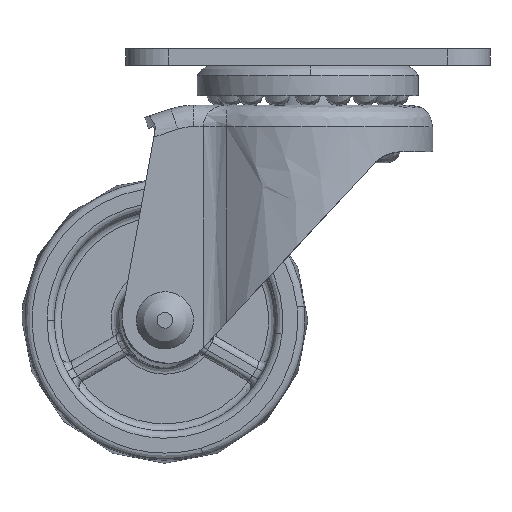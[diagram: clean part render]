
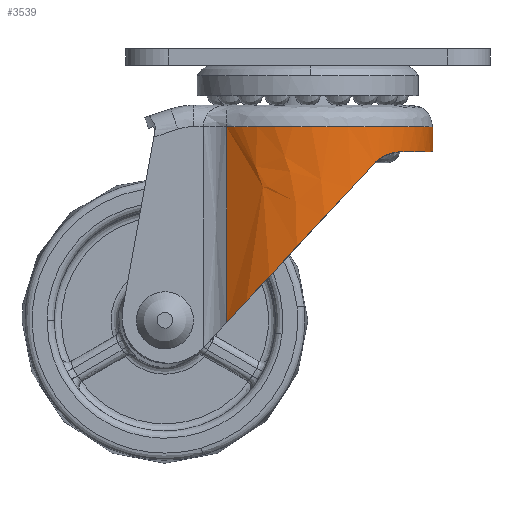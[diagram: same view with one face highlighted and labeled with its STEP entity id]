
A CAD part, front view. The second image highlights one B-rep face of the part: STEP entity #3539.
In plain terms, the highlighted free-form (B-spline) face has degree [1, 2] with [2, 7] control points.
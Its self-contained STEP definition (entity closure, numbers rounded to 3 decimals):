
#1568=CARTESIAN_POINT('',(8.626,13.3,27.1));
#1569=VERTEX_POINT('',#1568);
#1692=CARTESIAN_POINT('',(8.626,13.3,-0.301));
#1693=VERTEX_POINT('',#1692);
#1713=CARTESIAN_POINT('',(8.626,13.3,-0.301));
#1714=CARTESIAN_POINT('',(8.626,13.3,27.1));
#1715=QUASI_UNIFORM_CURVE('',1,(#1713,#1714),.UNSPECIFIED.,.F.,.U.);
#1716=EDGE_CURVE('',#1693,#1569,#1715,.T.);
#1735=CARTESIAN_POINT('',(8.626,-13.3,27.1));
#1736=VERTEX_POINT('',#1735);
#1759=CARTESIAN_POINT('',(8.626,-13.3,-0.301));
#1760=VERTEX_POINT('',#1759);
#1774=CARTESIAN_POINT('',(8.626,-13.3,27.1));
#1775=CARTESIAN_POINT('',(8.626,-13.3,-0.301));
#1776=QUASI_UNIFORM_CURVE('',1,(#1774,#1775),.UNSPECIFIED.,.F.,.U.);
#1777=EDGE_CURVE('',#1736,#1760,#1776,.T.);
#2492=CARTESIAN_POINT('',(8.626,13.3,27.1));
#2493=CARTESIAN_POINT('',(21.253,24.098,27.1));
#2494=CARTESIAN_POINT('',(32.692,12.049,27.1));
#2495=CARTESIAN_POINT('',(44.13,0.,27.1));
#2496=CARTESIAN_POINT('',(32.692,-12.049,27.1));
#2497=CARTESIAN_POINT('',(21.253,-24.098,27.1));
#2498=CARTESIAN_POINT('',(8.626,-13.3,27.1));
#2506=(BOUNDED_CURVE()B_SPLINE_CURVE(2,(#2492,#2493,#2494,#2495,#2496,#2497,#2498),.UNSPECIFIED.,.F.,.U.)B_SPLINE_CURVE_WITH_KNOTS((3,2,2,3),(0.0,0.333,0.667,1.0),.UNSPECIFIED.)CURVE()GEOMETRIC_REPRESENTATION_ITEM()RATIONAL_B_SPLINE_CURVE((1.0,0.725,1.0,0.725,1.0,0.725,1.0))REPRESENTATION_ITEM(''));
#2507=EDGE_CURVE('',#1569,#1736,#2506,.T.);
#3183=CARTESIAN_POINT('',(29.333,-14.804,21.999));
#3184=VERTEX_POINT('',#3183);
#3185=CARTESIAN_POINT('',(29.333,-14.804,21.999));
#3186=CARTESIAN_POINT('',(18.426,-21.68,10.253));
#3187=CARTESIAN_POINT('',(8.626,-13.3,-0.301));
#3195=(BOUNDED_CURVE()B_SPLINE_CURVE(2,(#3185,#3186,#3187),.UNSPECIFIED.,.F.,.U.)CURVE()GEOMETRIC_REPRESENTATION_ITEM()QUASI_UNIFORM_CURVE()RATIONAL_B_SPLINE_CURVE((1.0,0.805,1.0))REPRESENTATION_ITEM(''));
#3196=EDGE_CURVE('',#3184,#1760,#3195,.T.);
#3234=CARTESIAN_POINT('',(29.333,14.804,21.999));
#3235=VERTEX_POINT('',#3234);
#3236=CARTESIAN_POINT('',(8.626,13.3,-0.301));
#3237=CARTESIAN_POINT('',(18.426,21.68,10.253));
#3238=CARTESIAN_POINT('',(29.333,14.804,21.999));
#3246=(BOUNDED_CURVE()B_SPLINE_CURVE(2,(#3236,#3237,#3238),.UNSPECIFIED.,.F.,.U.)CURVE()GEOMETRIC_REPRESENTATION_ITEM()QUASI_UNIFORM_CURVE()RATIONAL_B_SPLINE_CURVE((1.0,0.805,1.0))REPRESENTATION_ITEM(''));
#3247=EDGE_CURVE('',#1693,#3235,#3246,.T.);
#3278=CARTESIAN_POINT('',(33.0,-11.715,23.6));
#3279=VERTEX_POINT('',#3278);
#3280=CARTESIAN_POINT('',(33.0,-11.715,23.6));
#3281=CARTESIAN_POINT('',(32.939,-11.783,23.6));
#3282=CARTESIAN_POINT('',(32.878,-11.85,23.599));
#3283=CARTESIAN_POINT('',(32.75,-11.988,23.594));
#3284=CARTESIAN_POINT('',(32.683,-12.058,23.59));
#3285=CARTESIAN_POINT('',(32.348,-12.406,23.565));
#3286=CARTESIAN_POINT('',(32.075,-12.673,23.522));
#3287=CARTESIAN_POINT('',(31.518,-13.181,23.384));
#3288=CARTESIAN_POINT('',(31.235,-13.422,23.289));
#3289=CARTESIAN_POINT('',(30.878,-13.709,23.128));
#3290=CARTESIAN_POINT('',(30.806,-13.765,23.094));
#3291=CARTESIAN_POINT('',(30.665,-13.875,23.022));
#3292=CARTESIAN_POINT('',(30.594,-13.929,22.984));
#3293=CARTESIAN_POINT('',(30.384,-14.087,22.864));
#3294=CARTESIAN_POINT('',(30.246,-14.188,22.777));
#3295=CARTESIAN_POINT('',(29.975,-14.38,22.584));
#3296=CARTESIAN_POINT('',(29.841,-14.471,22.48));
#3297=CARTESIAN_POINT('',(29.646,-14.602,22.309));
#3298=CARTESIAN_POINT('',(29.581,-14.644,22.249));
#3299=CARTESIAN_POINT('',(29.455,-14.726,22.127));
#3300=CARTESIAN_POINT('',(29.393,-14.766,22.064));
#3301=CARTESIAN_POINT('',(29.333,-14.804,21.999));
#3302=B_SPLINE_CURVE_WITH_KNOTS('',3,(#3280,#3281,#3282,#3283,#3284,#3285,#3286,#3287,#3288,#3289,#3290,#3291,#3292,#3293,#3294,#3295,#3296,#3297,#3298,#3299,#3300,#3301),.UNSPECIFIED.,.F.,.U.,(4,2,2,2,2,2,2,2,2,2,4),(0.86,0.867,0.875,0.906,0.938,0.945,0.953,0.969,0.984,0.992,1.0),.UNSPECIFIED.);
#3303=EDGE_CURVE('',#3279,#3184,#3302,.T.);
#3329=CARTESIAN_POINT('',(33.0,11.715,23.6));
#3330=VERTEX_POINT('',#3329);
#3331=CARTESIAN_POINT('',(29.333,14.804,21.999));
#3332=CARTESIAN_POINT('',(29.574,14.651,22.259));
#3333=CARTESIAN_POINT('',(29.834,14.48,22.484));
#3334=CARTESIAN_POINT('',(30.175,14.238,22.726));
#3335=CARTESIAN_POINT('',(30.244,14.188,22.773));
#3336=CARTESIAN_POINT('',(30.384,14.087,22.862));
#3337=CARTESIAN_POINT('',(30.453,14.035,22.904));
#3338=CARTESIAN_POINT('',(30.664,13.877,23.023));
#3339=CARTESIAN_POINT('',(30.805,13.768,23.095));
#3340=CARTESIAN_POINT('',(31.087,13.541,23.222));
#3341=CARTESIAN_POINT('',(31.229,13.423,23.278));
#3342=CARTESIAN_POINT('',(31.442,13.241,23.352));
#3343=CARTESIAN_POINT('',(31.513,13.18,23.374));
#3344=CARTESIAN_POINT('',(31.655,13.055,23.416));
#3345=CARTESIAN_POINT('',(31.725,12.991,23.435));
#3346=CARTESIAN_POINT('',(32.075,12.672,23.522));
#3347=CARTESIAN_POINT('',(32.347,12.407,23.564));
#3348=CARTESIAN_POINT('',(32.743,11.996,23.595));
#3349=CARTESIAN_POINT('',(32.873,11.857,23.6));
#3350=CARTESIAN_POINT('',(33.0,11.715,23.6));
#3351=B_SPLINE_CURVE_WITH_KNOTS('',3,(#3331,#3332,#3333,#3334,#3335,#3336,#3337,#3338,#3339,#3340,#3341,#3342,#3343,#3344,#3345,#3346,#3347,#3348,#3349,#3350),.UNSPECIFIED.,.F.,.U.,(4,2,2,2,2,2,2,2,2,4),(0.0,0.031,0.039,0.047,0.062,0.078,0.086,0.094,0.125,0.141),.UNSPECIFIED.);
#3352=EDGE_CURVE('',#3235,#3330,#3351,.T.);
#3369=CARTESIAN_POINT('',(33.0,11.715,23.6));
#3370=CARTESIAN_POINT('',(43.558,0.,23.6));
#3371=CARTESIAN_POINT('',(33.0,-11.715,23.6));
#3379=(BOUNDED_CURVE()B_SPLINE_CURVE(2,(#3369,#3370,#3371),.UNSPECIFIED.,.F.,.U.)CURVE()GEOMETRIC_REPRESENTATION_ITEM()QUASI_UNIFORM_CURVE()RATIONAL_B_SPLINE_CURVE((1.0,0.743,1.0))REPRESENTATION_ITEM(''));
#3380=EDGE_CURVE('',#3330,#3279,#3379,.T.);
#3507=CARTESIAN_POINT('',(8.073,-12.806,27.785));
#3508=CARTESIAN_POINT('',(8.073,-12.806,-1.003));
#3509=CARTESIAN_POINT('',(20.731,-24.595,27.785));
#3510=CARTESIAN_POINT('',(20.731,-24.595,-1.003));
#3511=CARTESIAN_POINT('',(32.667,-12.075,27.785));
#3512=CARTESIAN_POINT('',(32.667,-12.075,-1.003));
#3513=CARTESIAN_POINT('',(44.602,0.445,27.785));
#3514=CARTESIAN_POINT('',(44.602,0.445,-1.003));
#3515=CARTESIAN_POINT('',(32.222,12.525,27.785));
#3516=CARTESIAN_POINT('',(32.222,12.525,-1.003));
#3517=CARTESIAN_POINT('',(19.841,24.605,27.785));
#3518=CARTESIAN_POINT('',(19.841,24.605,-1.003));
#3519=CARTESIAN_POINT('',(7.618,12.367,27.785));
#3520=CARTESIAN_POINT('',(7.618,12.367,-1.003));
#3528=(BOUNDED_SURFACE()B_SPLINE_SURFACE(1,2,((#3507,#3509,#3511,#3513,#3515,#3517,#3519),(#3508,#3510,#3512,#3514,#3516,#3518,#3520)),.UNSPECIFIED.,.F.,.F.,.U.)B_SPLINE_SURFACE_WITH_KNOTS((2,2),(3,2,2,3),(0.0,28.788),(0.0,28.757,57.513,86.27),.UNSPECIFIED.)GEOMETRIC_REPRESENTATION_ITEM()RATIONAL_B_SPLINE_SURFACE(((1.0,0.711,1.0,0.711,1.0,0.711,1.0),(1.0,0.711,1.0,0.711,1.0,0.711,1.0)))REPRESENTATION_ITEM('')SURFACE());
#3529=ORIENTED_EDGE('',*,*,#2507,.T.);
#3530=ORIENTED_EDGE('',*,*,#1777,.T.);
#3531=ORIENTED_EDGE('',*,*,#3196,.F.);
#3532=ORIENTED_EDGE('',*,*,#3303,.F.);
#3533=ORIENTED_EDGE('',*,*,#3380,.F.);
#3534=ORIENTED_EDGE('',*,*,#3352,.F.);
#3535=ORIENTED_EDGE('',*,*,#3247,.F.);
#3536=ORIENTED_EDGE('',*,*,#1716,.T.);
#3537=EDGE_LOOP('',(#3529,#3530,#3531,#3532,#3533,#3534,#3535,#3536));
#3538=FACE_OUTER_BOUND('',#3537,.T.);
#3539=ADVANCED_FACE('',(#3538),#3528,.T.);
